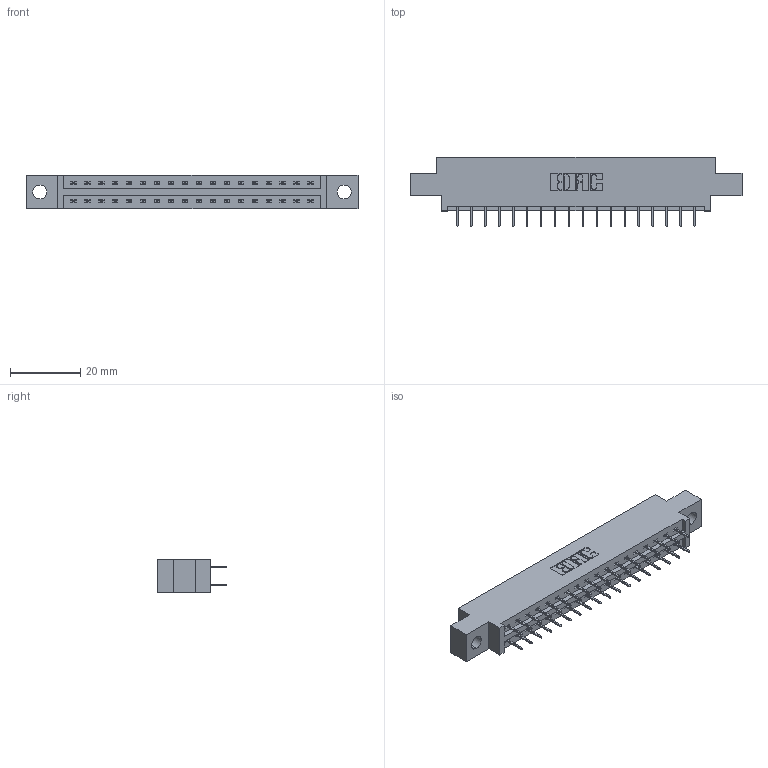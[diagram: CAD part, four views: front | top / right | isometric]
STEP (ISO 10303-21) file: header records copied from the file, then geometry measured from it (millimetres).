
FILE_DESCRIPTION (( 'STEP AP203' ), '1' );
FILE_NAME ('337-036-524-804.STEP', '2018-08-07T22:33:13', ( '' ), ( '' ), 'SwSTEP 2.0', 'SolidWorks 2016', '' );
FILE_SCHEMA (( 'CONFIG_CONTROL_DESIGN' ));
Length unit declared in the file: inch
Products named in the file (3): 345-292-001_345-293-124; 337-036-524-804; 337 Part_0.170 Offset - 0.156 Dia-TH
Assembly tree (37 placements, depth 2):
  337-036-524-804
    337 Part_0.170 Offset - 0.156 Dia-TH
    345-292-001_345-293-124  x36
Bounding box: 94.34 x 19.69 x 9.4 mm (x, y, z)
Volume: 9362.5 mm3; surface area: 10087.7 mm2
Topology: 37 solids, 37 shells, 2206 faces, 6263 edges, 4030 vertices
Faces by surface type: plane 1658, cylinder 548
Entity records: 17269 total; most frequent: CARTESIAN_POINT 2930, ORIENTED_EDGE 2866, DIRECTION 2537, EDGE_CURVE 1433, VECTOR 1309, LINE 1309, VERTEX_POINT 950, AXIS2_PLACEMENT_3D 614
